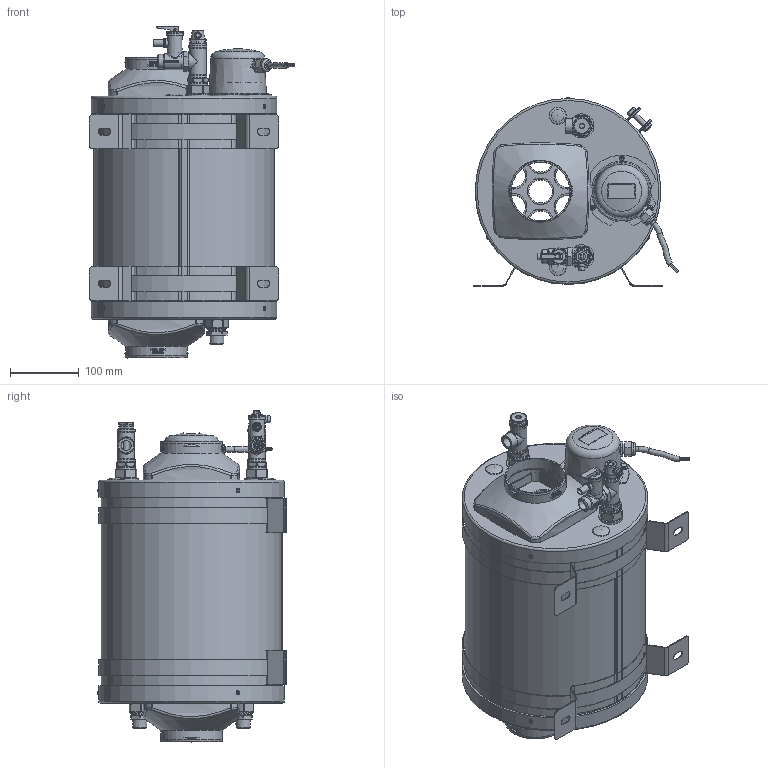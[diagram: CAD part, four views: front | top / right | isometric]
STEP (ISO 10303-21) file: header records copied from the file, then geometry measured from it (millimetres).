
FILE_DESCRIPTION(/* description */ (''),/* implementation_level */ '2;1');
FILE_NAME(/* name */ 'combiboil09-120.step',/* time_stamp */ '2023-08-16T16:13:44+02:00',/* author */ (''),/* organization */ (''),/* preprocessor_version */ 'ST-DEVELOPER v20',/* originating_system */ 'Autodesk Translation Framework v12.9.0.99',/* authorisation */ '');
FILE_SCHEMA (('AUTOMOTIVE_DESIGN { 1 0 10303 214 3 1 1 }'));
Products named in the file (35): renderFarm; VB09051S v1; 0-0934 (3); 0-0935; PROT2023-0003-0113 (3); PROT2023-0003-0114 (3); PROT2023-0003-0127; PROT2023-0003-0122 (3); 0-0936; 0-0939 (3); 020-0131 (3); 020-0316 (3); 020-0513 (3); 020-0514 (3); 020-0516 (4); 020-0515 (3); 020-0516 (1) (3); 020-0519 (2); 020-0240 (3); 080-0034 (3); 110-0120 (3); 130-0057 (3); 130-0091 (3); 130-0099 (3); 130-0207 (3); 140-0001 (3); 140-0312 (3); 900-1026 (1); 080-0509 (3); codice 900-0639; codice 900-0639_1; 080-0131; 080-0132; 080-0133; 080-0134
Assembly tree (65 placements, depth 4):
  renderFarm
    VB09051S v1
      0-0934 (3)  x2
      0-0935
        PROT2023-0003-0113 (3)
        PROT2023-0003-0114 (3)
        PROT2023-0003-0127  x7
        PROT2023-0003-0122 (3)
      0-0936
      0-0939 (3)  x2
      020-0131 (3)
      020-0316 (3)
      020-0513 (3)  x2
      020-0514 (3)
        020-0516 (4)
      020-0515 (3)
        020-0516 (1) (3)
      020-0519 (2)
        020-0240 (3)
      080-0034 (3)  x3
      080-0509 (3)  x8
      110-0120 (3)
      130-0057 (3)
      130-0091 (3)  x2
      130-0099 (3)  x4
      130-0207 (3)
      140-0001 (3)
      140-0312 (3)  x2
      900-1026 (1)
    codice 900-0639
      080-0131
      080-0132  x2
      080-0133  x2
      080-0134
    codice 900-0639_1
      080-0131
      080-0132  x2
      080-0133  x2
      080-0134
Bounding box: 298.17 x 273.35 x 482.71 mm (x, y, z)
Volume: 1560326.1 mm3; surface area: 1909501.2 mm2
Topology: 74 solids, 84 shells, 4554 faces, 11890 edges, 7706 vertices
Faces by surface type: plane 2186, bspline 1261, cylinder 704, cone 258, torus 131, sphere 14
Full cylindrical faces by diameter (mm): 1.5 x3, 1.7 x1, 2.2 x1, 2.4 x2, 2.5 x3, 2.64 x15, 2.75 x1, 2.8 x8, 2.85 x1, 3.2 x9, 3.7 x1, 4 x3, 5.3 x2, 5.4 x1, 5.818 x8, 6.2 x1, 6.5 x3, 7 x7, 7.5 x1, 8 x7, 8.4 x9, 8.5 x4, 9 x1, 10 x1, 10.5 x4, 11 x1, 11.63 x2, 12.5 x1, 13.5 x1, 15 x19
Entity records: 145965 total; most frequent: CARTESIAN_POINT 96502, ORIENTED_EDGE 10698, DIRECTION 8829, EDGE_CURVE 5363, VERTEX_POINT 3512, AXIS2_PLACEMENT_3D 3089, LINE 2651, VECTOR 2651
